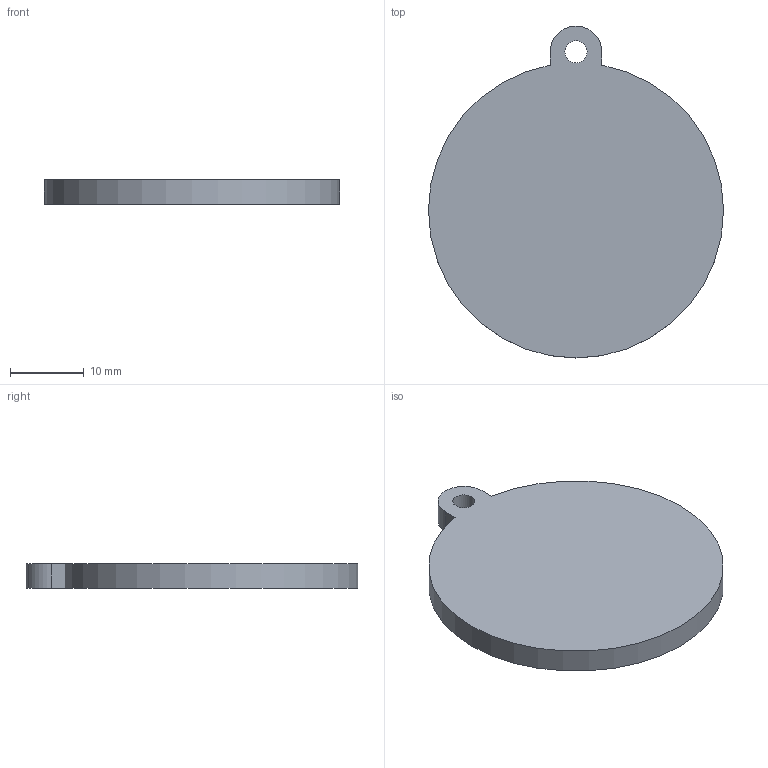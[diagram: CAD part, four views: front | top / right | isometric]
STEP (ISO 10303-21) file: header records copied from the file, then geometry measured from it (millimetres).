
FILE_DESCRIPTION(('FreeCAD Model'),'2;1');
FILE_NAME('casino-chip2.step','2015-02-27T18:32:54',('Author'),(''), 'Open CASCADE STEP processor 6.7','FreeCAD','Unknown');
FILE_SCHEMA(('AUTOMOTIVE_DESIGN_CC2 { 1 2 10303 214 -1 1 5 4 }'));
Length unit declared in the file: millimetre
Products named in the file (1): Clone-of-casino-chip
Bounding box: 40 x 45 x 3.3 mm (x, y, z)
Volume: 4224.1 mm3; surface area: 3030.9 mm2
Topology: 1 solids, 1 shells, 7 faces, 15 edges, 10 vertices
Faces by surface type: plane 4, cylinder 3
Full cylindrical faces by diameter (mm): 3 x1
Entity records: 433 total; most frequent: CARTESIAN_POINT 99, DIRECTION 61, LINE 33, VECTOR 33, ORIENTED_EDGE 30, PCURVE 30, DEFINITIONAL_REPRESENTATION 30, EDGE_CURVE 15
